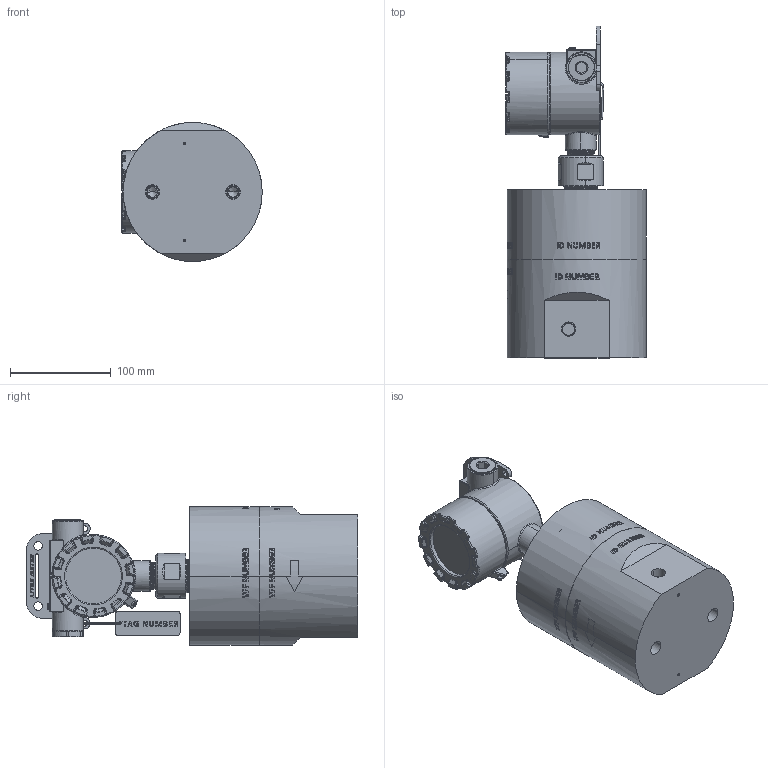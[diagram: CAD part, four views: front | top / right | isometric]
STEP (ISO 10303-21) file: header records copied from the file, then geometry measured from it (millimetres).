
FILE_DESCRIPTION (( 'STEP AP203' ), '1' );
FILE_NAME ('VFF THREADED METER DIRECT FLOWPOD.STEP', '2015-04-02T08:07:16', ( 'User' ), ( '' ), 'SwSTEP 2.0', 'SolidWorks 2014', '' );
FILE_SCHEMA (( 'CONFIG_CONTROL_DESIGN' ));
Products named in the file (1): VFF THREADED METER DIRECT FLOWPOD
Bounding box: 139.4 x 329.6 x 138 mm (x, y, z)
Volume: 2412868.4 mm3; surface area: 429995.3 mm2
Topology: 25 solids, 25 shells, 1649 faces, 4535 edges, 2989 vertices
Faces by surface type: plane 530, cylinder 518, cone 253, torus 157, bspline 133, sphere 58
Entity records: 98629 total; most frequent: CARTESIAN_POINT 58017, ORIENTED_EDGE 8814, DIRECTION 8032, EDGE_CURVE 4407, AXIS2_PLACEMENT_3D 3136, VERTEX_POINT 2989, EDGE_LOOP 1890, VECTOR 1760
